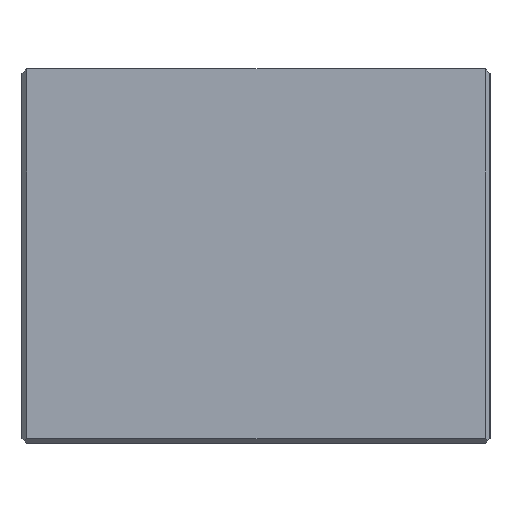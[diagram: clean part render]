
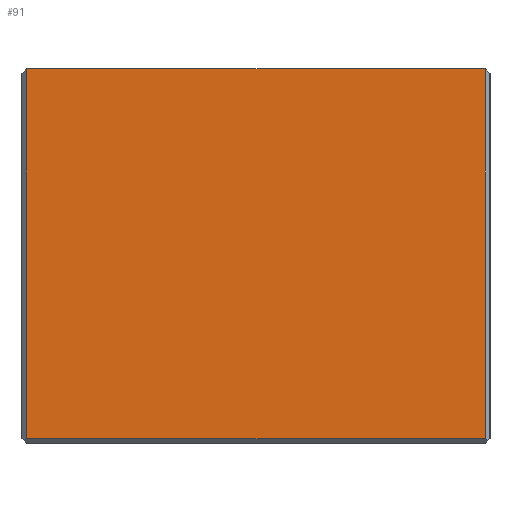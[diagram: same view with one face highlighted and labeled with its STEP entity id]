
A CAD part, left-side view. The second image highlights one B-rep face of the part: STEP entity #91.
In plain terms, the highlighted planar face has unit normal (-1, 0, 0).
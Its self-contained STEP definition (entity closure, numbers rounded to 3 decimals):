
#91 = ADVANCED_FACE( '', ( #142 ), #143, .F. );
#142 = FACE_OUTER_BOUND( '', #207, .T. );
#143 = PLANE( '', #208 );
#207 = EDGE_LOOP( '', ( #363, #364, #365, #366 ) );
#208 = AXIS2_PLACEMENT_3D( '', #367, #368, #369 );
#363 = ORIENTED_EDGE( '', *, *, #531, .T. );
#364 = ORIENTED_EDGE( '', *, *, #506, .T. );
#365 = ORIENTED_EDGE( '', *, *, #532, .T. );
#366 = ORIENTED_EDGE( '', *, *, #533, .F. );
#367 = CARTESIAN_POINT( '', ( -50., 25., 40. ) );
#368 = DIRECTION( '', ( 1., 0., 0. ) );
#369 = DIRECTION( '', ( 0., 1., 0. ) );
#506 = EDGE_CURVE( '', #607, #605, #608, .T. );
#531 = EDGE_CURVE( '', #642, #607, #647, .T. );
#532 = EDGE_CURVE( '', #605, #648, #649, .T. );
#533 = EDGE_CURVE( '', #642, #648, #650, .T. );
#605 = VERTEX_POINT( '', #752 );
#607 = VERTEX_POINT( '', #755 );
#608 = LINE( '', #756, #757 );
#642 = VERTEX_POINT( '', #811 );
#647 = LINE( '', #819, #820 );
#648 = VERTEX_POINT( '', #821 );
#649 = LINE( '', #822, #823 );
#650 = LINE( '', #824, #825 );
#752 = CARTESIAN_POINT( '', ( -50., -24.5, 0.5 ) );
#755 = CARTESIAN_POINT( '', ( -50., 24.5, 0.5 ) );
#756 = CARTESIAN_POINT( '', ( -50., 25., 0.5 ) );
#757 = VECTOR( '', #924, 1000. );
#811 = CARTESIAN_POINT( '', ( -50., 24.5, 40. ) );
#819 = CARTESIAN_POINT( '', ( -50., 24.5, 40. ) );
#820 = VECTOR( '', #951, 1000. );
#821 = CARTESIAN_POINT( '', ( -50., -24.5, 40. ) );
#822 = CARTESIAN_POINT( '', ( -50., -24.5, 40. ) );
#823 = VECTOR( '', #952, 1000. );
#824 = CARTESIAN_POINT( '', ( -50., 25., 40. ) );
#825 = VECTOR( '', #953, 1000. );
#924 = DIRECTION( '', ( 0., -1., 0. ) );
#951 = DIRECTION( '', ( 0., 0., -1. ) );
#952 = DIRECTION( '', ( 0., 0., 1. ) );
#953 = DIRECTION( '', ( 0., -1., 0. ) );
